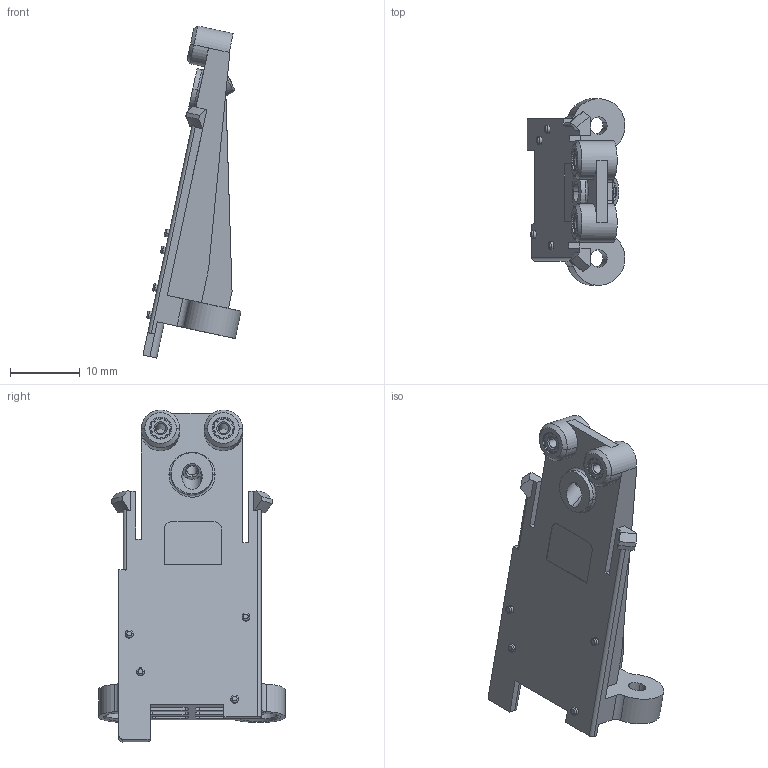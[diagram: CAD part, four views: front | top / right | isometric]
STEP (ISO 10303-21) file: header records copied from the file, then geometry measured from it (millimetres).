
FILE_DESCRIPTION((''),'2;1');
FILE_NAME('ZHUANJIEJIAN_ASM','2025-05-28T15:52:57',('lishuaijun5'),(''),'CREO PARAMETRIC BY PTC INC, 2020044','CREO PARAMETRIC BY PTC INC, 2020044','');
FILE_SCHEMA(('AUTOMOTIVE_DESIGN { 1 0 10303 214 1 1 1 1 }'));
Length unit declared in the file: millimetre
Products named in the file (3): ZHUANJIEJIAN; M2-4_HT; ZHUANJIEJIAN_ASM
Assembly tree (4 placements, depth 2):
  ZHUANJIEJIAN_ASM
    ZHUANJIEJIAN
    M2-4_HT  x3
Bounding box: 14.01 x 26.68 x 47.49 mm (x, y, z)
Volume: 2981 mm3; surface area: 4836.5 mm2
Topology: 4 solids, 4 shells, 569 faces, 1591 edges, 1047 vertices
Faces by surface type: cylinder 208, plane 204, bspline 120, cone 27, torus 10
Entity records: 12742 total; most frequent: CARTESIAN_POINT 3409, ORIENTED_EDGE 1806, DIRECTION 1560, EDGE_CURVE 903, VERTEX_POINT 591, AXIS2_PLACEMENT_3D 587, VECTOR 386, LINE 386
